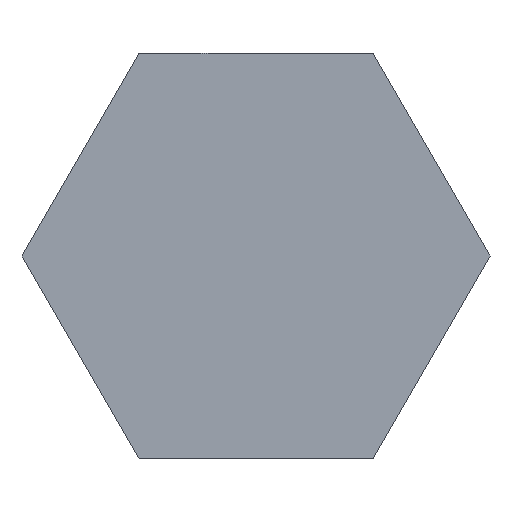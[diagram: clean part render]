
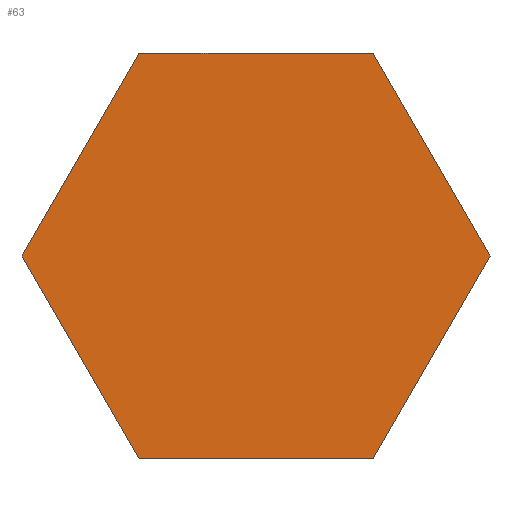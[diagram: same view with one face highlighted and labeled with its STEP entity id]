
A CAD part, front view. The second image highlights one B-rep face of the part: STEP entity #63.
In plain terms, the highlighted planar face has unit normal (0, -1, 0).
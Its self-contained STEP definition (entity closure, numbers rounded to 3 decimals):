
#4 = LINE ( 'NONE', #99, #280 ) ;
#5 = VECTOR ( 'NONE', #273, 1000. ) ;
#7 = VERTEX_POINT ( 'NONE', #144 ) ;
#8 = VERTEX_POINT ( 'NONE', #237 ) ;
#10 = VERTEX_POINT ( 'NONE', #219 ) ;
#11 = EDGE_CURVE ( 'NONE', #170, #10, #4, .T. ) ;
#21 = CARTESIAN_POINT ( 'NONE',  ( -11.547, 0., 0. ) ) ;
#23 = LINE ( 'NONE', #254, #135 ) ;
#27 = ORIENTED_EDGE ( 'NONE', *, *, #253, .F. ) ;
#30 = ORIENTED_EDGE ( 'NONE', *, *, #11, .F. ) ;
#32 = VECTOR ( 'NONE', #147, 1000. ) ;
#39 = CARTESIAN_POINT ( 'NONE',  ( 5.774, 0., 10. ) ) ;
#43 = LINE ( 'NONE', #93, #57 ) ;
#46 = DIRECTION ( 'NONE',  ( 1., 0., 0. ) ) ;
#51 = DIRECTION ( 'NONE',  ( -0.5, 0., -0.866 ) ) ;
#57 = VECTOR ( 'NONE', #46, 1000. ) ;
#63 = ADVANCED_FACE ( 'NONE', ( #68 ), #275, .F. ) ;
#68 = FACE_OUTER_BOUND ( 'NONE', #175, .T. ) ;
#70 = LINE ( 'NONE', #215, #32 ) ;
#74 = ORIENTED_EDGE ( 'NONE', *, *, #210, .F. ) ;
#77 = EDGE_CURVE ( 'NONE', #8, #7, #116, .T. ) ;
#90 = CARTESIAN_POINT ( 'NONE',  ( 5.774, 0., -10. ) ) ;
#93 = CARTESIAN_POINT ( 'NONE',  ( -5.774, 0., 10. ) ) ;
#99 = CARTESIAN_POINT ( 'NONE',  ( 5.774, 0., 10. ) ) ;
#111 = CARTESIAN_POINT ( 'NONE',  ( 0., 0., 0. ) ) ;
#113 = DIRECTION ( 'NONE',  ( 0., 0., 1. ) ) ;
#116 = LINE ( 'NONE', #90, #5 ) ;
#121 = ORIENTED_EDGE ( 'NONE', *, *, #77, .F. ) ;
#123 = VECTOR ( 'NONE', #257, 1000. ) ;
#135 = VECTOR ( 'NONE', #51, 1000. ) ;
#143 = CARTESIAN_POINT ( 'NONE',  ( -11.547, 0., 0. ) ) ;
#144 = CARTESIAN_POINT ( 'NONE',  ( -5.774, 0., -10. ) ) ;
#147 = DIRECTION ( 'NONE',  ( -0.5, 0., 0.866 ) ) ;
#148 = AXIS2_PLACEMENT_3D ( 'NONE', #111, #209, #113 ) ;
#170 = VERTEX_POINT ( 'NONE', #39 ) ;
#175 = EDGE_LOOP ( 'NONE', ( #121, #27, #30, #227, #259, #74 ) ) ;
#178 = VERTEX_POINT ( 'NONE', #251 ) ;
#199 = DIRECTION ( 'NONE',  ( 0.5, 0., -0.866 ) ) ;
#209 = DIRECTION ( 'NONE',  ( 0., 1., 0. ) ) ;
#210 = EDGE_CURVE ( 'NONE', #7, #260, #70, .T. ) ;
#215 = CARTESIAN_POINT ( 'NONE',  ( -5.774, 0., -10. ) ) ;
#219 = CARTESIAN_POINT ( 'NONE',  ( 11.547, 0., 0. ) ) ;
#227 = ORIENTED_EDGE ( 'NONE', *, *, #246, .F. ) ;
#237 = CARTESIAN_POINT ( 'NONE',  ( 5.774, 0., -10. ) ) ;
#246 = EDGE_CURVE ( 'NONE', #178, #170, #43, .T. ) ;
#251 = CARTESIAN_POINT ( 'NONE',  ( -5.774, 0., 10. ) ) ;
#253 = EDGE_CURVE ( 'NONE', #10, #8, #23, .T. ) ;
#254 = CARTESIAN_POINT ( 'NONE',  ( 11.547, 0., 0. ) ) ;
#257 = DIRECTION ( 'NONE',  ( 0.5, 0., 0.866 ) ) ;
#259 = ORIENTED_EDGE ( 'NONE', *, *, #299, .F. ) ;
#260 = VERTEX_POINT ( 'NONE', #143 ) ;
#273 = DIRECTION ( 'NONE',  ( -1., 0., 0. ) ) ;
#275 = PLANE ( 'NONE',  #148 ) ;
#280 = VECTOR ( 'NONE', #199, 1000. ) ;
#299 = EDGE_CURVE ( 'NONE', #260, #178, #302, .T. ) ;
#302 = LINE ( 'NONE', #21, #123 ) ;
